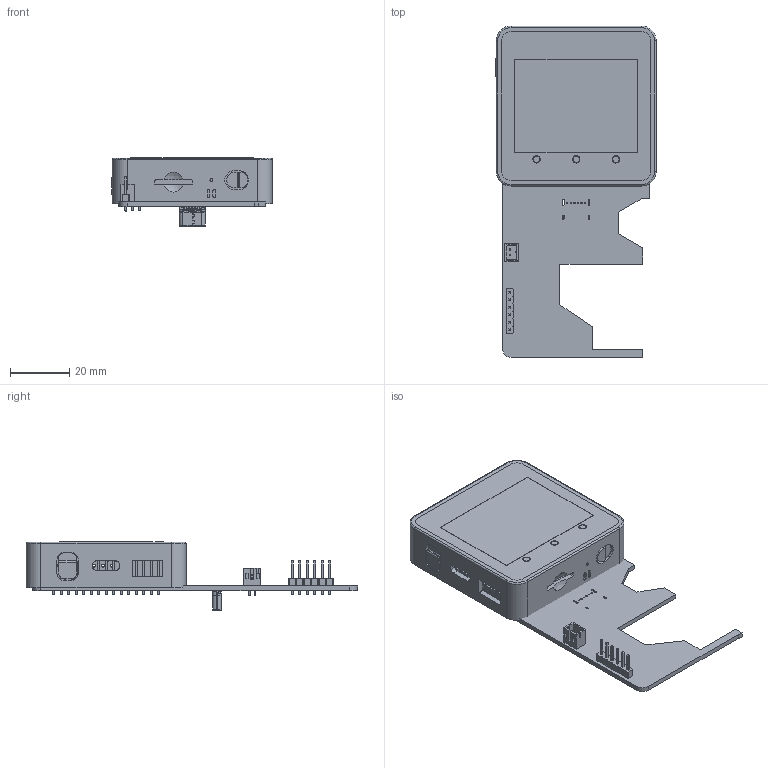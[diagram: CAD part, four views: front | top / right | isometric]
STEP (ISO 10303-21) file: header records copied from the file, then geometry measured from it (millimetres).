
FILE_DESCRIPTION(('KiCad electronic assembly'),'2;1');
FILE_NAME('AirOwl_v1.step','2024-09-05T12:34:25',('Pcbnew'),('Kicad'), 'Open CASCADE STEP processor 7.8','KiCad to STEP converter','Unknown' );
FILE_SCHEMA(('AUTOMOTIVE_DESIGN { 1 0 10303 214 1 1 1 1 }'));
Length unit declared in the file: millimetre
Products named in the file (16): AirOwl_v1 1; PinHeader_1x06_P2.54mm_Vertical; PinHeader_1x06_P254mm_Vertical; JST_PH_B2B-PH-K_1x02_P2.00mm_Vertical; JST_B2B_PH_K; 2171780001; 2171780001_1; PinHeader_2x15_P2.54mm_Vertical; PinHeader_2x15_P254mm_Vertical; M5Stack; M5Stack_Core2(2)^M5Stack_Core2; AirOwl_v1_PCB_1; AirOwl_v1_PCB_2; AirOwl_v1_PCB_3; AirOwl_v1_PCB_4; AirOwl_v1_PCB_5
Assembly tree (15 placements, depth 3):
  AirOwl_v1 1
    PinHeader_1x06_P2.54mm_Vertical
      PinHeader_1x06_P254mm_Vertical
    JST_PH_B2B-PH-K_1x02_P2.00mm_Vertical
      JST_B2B_PH_K
    2171780001
      2171780001_1
    PinHeader_2x15_P2.54mm_Vertical
      PinHeader_2x15_P254mm_Vertical
    M5Stack
      M5Stack_Core2(2)^M5Stack_Core2
    AirOwl_v1_PCB_1
    AirOwl_v1_PCB_2
    AirOwl_v1_PCB_3
    AirOwl_v1_PCB_4
    AirOwl_v1_PCB_5
Bounding box: 54.15 x 112.02 x 23 mm (x, y, z)
Volume: 17301 mm3; surface area: 33380.7 mm2
Topology: 19 solids, 47 shells, 2113 faces, 5375 edges, 3482 vertices
Faces by surface type: plane 1619, cylinder 415, bspline 59, cone 18, sphere 2
Full cylindrical faces by diameter (mm): 0.45 x6, 0.75 x2, 1 x36, 3.1 x4, 3.4 x4
Entity records: 69789 total; most frequent: CARTESIAN_POINT 12016, ORIENTED_EDGE 10658, DIRECTION 10188, EDGE_CURVE 5329, LINE 4270, VECTOR 4270, VERTEX_POINT 3402, AXIS2_PLACEMENT_3D 2959
